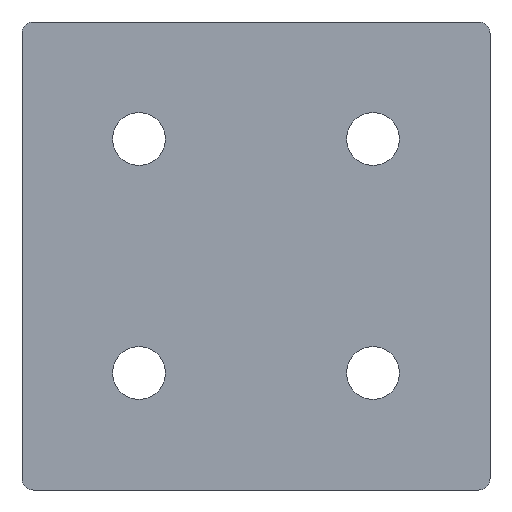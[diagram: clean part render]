
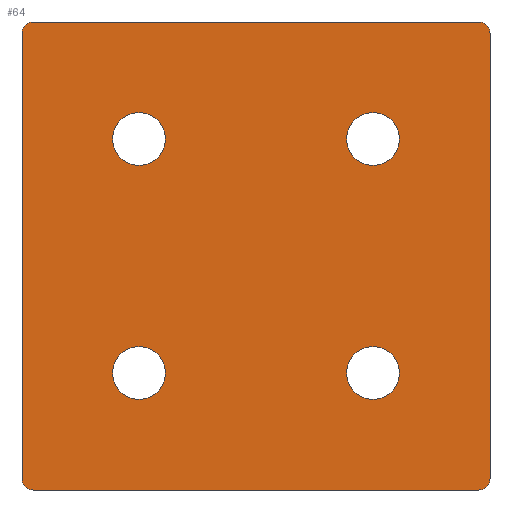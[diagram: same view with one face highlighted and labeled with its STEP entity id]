
A CAD part, front view. The second image highlights one B-rep face of the part: STEP entity #64.
In plain terms, the highlighted planar face has unit normal (0, -1, 0).
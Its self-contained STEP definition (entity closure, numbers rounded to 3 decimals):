
#64 = ADVANCED_FACE( '', ( #147, #148, #149, #150, #151 ), #152, .F. );
#147 = FACE_BOUND( '', #252, .T. );
#148 = FACE_BOUND( '', #253, .T. );
#149 = FACE_BOUND( '', #254, .T. );
#150 = FACE_BOUND( '', #255, .T. );
#151 = FACE_OUTER_BOUND( '', #256, .T. );
#152 = PLANE( '', #257 );
#252 = EDGE_LOOP( '', ( #381 ) );
#253 = EDGE_LOOP( '', ( #382 ) );
#254 = EDGE_LOOP( '', ( #383 ) );
#255 = EDGE_LOOP( '', ( #384 ) );
#256 = EDGE_LOOP( '', ( #385, #386, #387, #388, #389, #390, #391, #392 ) );
#257 = AXIS2_PLACEMENT_3D( '', #393, #394, #395 );
#381 = ORIENTED_EDGE( '', *, *, #553, .F. );
#382 = ORIENTED_EDGE( '', *, *, #563, .F. );
#383 = ORIENTED_EDGE( '', *, *, #550, .F. );
#384 = ORIENTED_EDGE( '', *, *, #564, .F. );
#385 = ORIENTED_EDGE( '', *, *, #565, .F. );
#386 = ORIENTED_EDGE( '', *, *, #566, .F. );
#387 = ORIENTED_EDGE( '', *, *, #567, .F. );
#388 = ORIENTED_EDGE( '', *, *, #568, .F. );
#389 = ORIENTED_EDGE( '', *, *, #569, .F. );
#390 = ORIENTED_EDGE( '', *, *, #570, .F. );
#391 = ORIENTED_EDGE( '', *, *, #547, .F. );
#392 = ORIENTED_EDGE( '', *, *, #571, .F. );
#393 = CARTESIAN_POINT( '', ( 2., 0., -2. ) );
#394 = DIRECTION( '', ( 0., 1., 0. ) );
#395 = DIRECTION( '', ( 0., 0., 1. ) );
#547 = EDGE_CURVE( '', #636, #638, #639, .T. );
#550 = EDGE_CURVE( '', #642, #642, #643, .T. );
#553 = EDGE_CURVE( '', #647, #647, #648, .T. );
#563 = EDGE_CURVE( '', #663, #663, #664, .T. );
#564 = EDGE_CURVE( '', #665, #665, #666, .T. );
#565 = EDGE_CURVE( '', #667, #668, #669, .T. );
#566 = EDGE_CURVE( '', #670, #667, #671, .T. );
#567 = EDGE_CURVE( '', #672, #670, #673, .T. );
#568 = EDGE_CURVE( '', #674, #672, #675, .T. );
#569 = EDGE_CURVE( '', #676, #674, #677, .T. );
#570 = EDGE_CURVE( '', #638, #676, #678, .T. );
#571 = EDGE_CURVE( '', #668, #636, #679, .T. );
#636 = VERTEX_POINT( '', #759 );
#638 = VERTEX_POINT( '', #762 );
#639 = LINE( '', #763, #764 );
#642 = VERTEX_POINT( '', #768 );
#643 = CIRCLE( '', #769, 4.5 );
#647 = VERTEX_POINT( '', #773 );
#648 = CIRCLE( '', #774, 4.5 );
#663 = VERTEX_POINT( '', #790 );
#664 = CIRCLE( '', #791, 4.5 );
#665 = VERTEX_POINT( '', #792 );
#666 = CIRCLE( '', #793, 4.5 );
#667 = VERTEX_POINT( '', #794 );
#668 = VERTEX_POINT( '', #795 );
#669 = LINE( '', #796, #797 );
#670 = VERTEX_POINT( '', #798 );
#671 = CIRCLE( '', #799, 2. );
#672 = VERTEX_POINT( '', #800 );
#673 = LINE( '', #801, #802 );
#674 = VERTEX_POINT( '', #803 );
#675 = CIRCLE( '', #804, 2. );
#676 = VERTEX_POINT( '', #805 );
#677 = LINE( '', #806, #807 );
#678 = CIRCLE( '', #808, 2. );
#679 = CIRCLE( '', #809, 2. );
#759 = CARTESIAN_POINT( '', ( 2., 0., 0. ) );
#762 = CARTESIAN_POINT( '', ( 78., 0., 0. ) );
#763 = CARTESIAN_POINT( '', ( 2., 0., 0. ) );
#764 = VECTOR( '', #894, 1000. );
#768 = CARTESIAN_POINT( '', ( 60., 0., -64.5 ) );
#769 = AXIS2_PLACEMENT_3D( '', #896, #897, #898 );
#773 = CARTESIAN_POINT( '', ( 60., 0., -24.5 ) );
#774 = AXIS2_PLACEMENT_3D( '', #902, #903, #904 );
#790 = CARTESIAN_POINT( '', ( 20., 0., -24.5 ) );
#791 = AXIS2_PLACEMENT_3D( '', #921, #922, #923 );
#792 = CARTESIAN_POINT( '', ( 20., 0., -64.5 ) );
#793 = AXIS2_PLACEMENT_3D( '', #924, #925, #926 );
#794 = CARTESIAN_POINT( '', ( 0., 0., -78. ) );
#795 = CARTESIAN_POINT( '', ( 0., 0., -2. ) );
#796 = CARTESIAN_POINT( '', ( 0., 0., -78. ) );
#797 = VECTOR( '', #927, 1000. );
#798 = CARTESIAN_POINT( '', ( 2., 0., -80. ) );
#799 = AXIS2_PLACEMENT_3D( '', #928, #929, #930 );
#800 = CARTESIAN_POINT( '', ( 78., 0., -80. ) );
#801 = CARTESIAN_POINT( '', ( 78., 0., -80. ) );
#802 = VECTOR( '', #931, 1000. );
#803 = CARTESIAN_POINT( '', ( 80., 0., -78. ) );
#804 = AXIS2_PLACEMENT_3D( '', #932, #933, #934 );
#805 = CARTESIAN_POINT( '', ( 80., 0., -2. ) );
#806 = CARTESIAN_POINT( '', ( 80., 0., -2. ) );
#807 = VECTOR( '', #935, 1000. );
#808 = AXIS2_PLACEMENT_3D( '', #936, #937, #938 );
#809 = AXIS2_PLACEMENT_3D( '', #939, #940, #941 );
#894 = DIRECTION( '', ( 1., 0., 0. ) );
#896 = CARTESIAN_POINT( '', ( 60., 0., -60. ) );
#897 = DIRECTION( '', ( 0., -1., 0. ) );
#898 = DIRECTION( '', ( 0., 0., -1. ) );
#902 = CARTESIAN_POINT( '', ( 60., 0., -20. ) );
#903 = DIRECTION( '', ( 0., -1., 0. ) );
#904 = DIRECTION( '', ( 0., 0., -1. ) );
#921 = CARTESIAN_POINT( '', ( 20., 0., -20. ) );
#922 = DIRECTION( '', ( 0., -1., 0. ) );
#923 = DIRECTION( '', ( 0., 0., -1. ) );
#924 = CARTESIAN_POINT( '', ( 20., 0., -60. ) );
#925 = DIRECTION( '', ( 0., -1., 0. ) );
#926 = DIRECTION( '', ( 0., 0., -1. ) );
#927 = DIRECTION( '', ( 0., 0., 1. ) );
#928 = CARTESIAN_POINT( '', ( 2., 0., -78. ) );
#929 = DIRECTION( '', ( 0., 1., 0. ) );
#930 = DIRECTION( '', ( 1., 0., 0. ) );
#931 = DIRECTION( '', ( -1., 0., 0. ) );
#932 = CARTESIAN_POINT( '', ( 78., 0., -78. ) );
#933 = DIRECTION( '', ( 0., 1., 0. ) );
#934 = DIRECTION( '', ( 1., 0., 0. ) );
#935 = DIRECTION( '', ( 0., 0., -1. ) );
#936 = CARTESIAN_POINT( '', ( 78., 0., -2. ) );
#937 = DIRECTION( '', ( 0., 1., 0. ) );
#938 = DIRECTION( '', ( 1., 0., 0. ) );
#939 = CARTESIAN_POINT( '', ( 2., 0., -2. ) );
#940 = DIRECTION( '', ( 0., 1., 0. ) );
#941 = DIRECTION( '', ( 1., 0., 0. ) );
